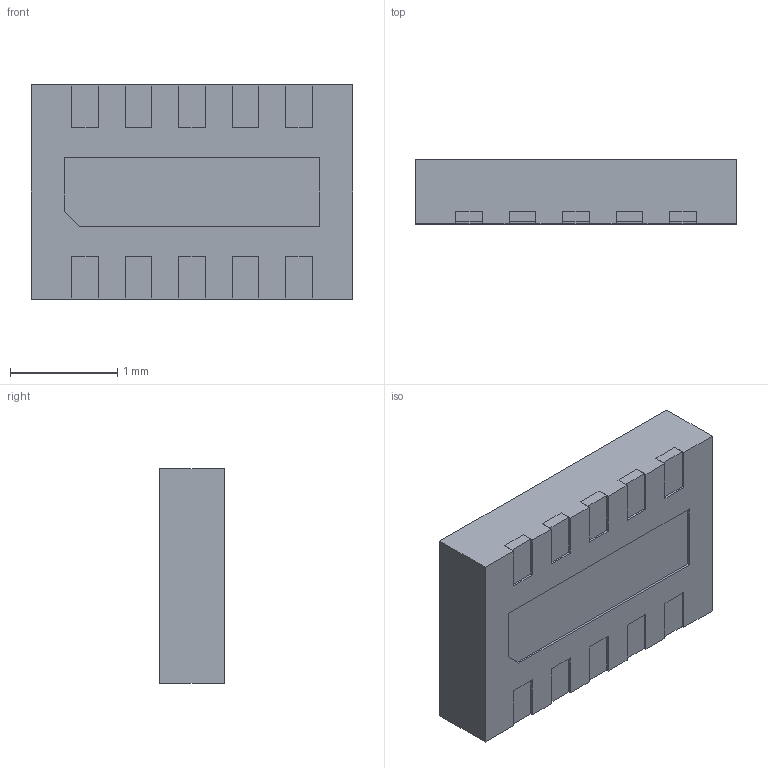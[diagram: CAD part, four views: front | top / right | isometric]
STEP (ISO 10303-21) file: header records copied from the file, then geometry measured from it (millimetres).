
FILE_DESCRIPTION(/* description */ (''),/* implementation_level */ '2;1');
FILE_NAME(/* name */ 'BU33UV7NUX.step',/* time_stamp */ '2022-03-18T23:05:43-06:00',/* author */ (''),/* organization */ (''),/* preprocessor_version */ 'ST-DEVELOPER v18.1',/* originating_system */ 'Autodesk Translation Framework v10.13.0.1454',/* authorisation */ '');
FILE_SCHEMA (('AUTOMOTIVE_DESIGN { 1 0 10303 214 3 1 1 }'));
Length unit declared in the file: millimetre
Products named in the file (1): BU33UV7NUX
Bounding box: 3 x 0.6 x 2 mm (x, y, z)
Volume: 3.5 mm3; surface area: 26.7 mm2
Topology: 12 solids, 12 shells, 121 faces, 285 edges, 190 vertices
Faces by surface type: plane 120, cylinder 1
Full cylindrical faces by diameter (mm): 0.5 x1
Entity records: 3437 total; most frequent: CARTESIAN_POINT 597, ORIENTED_EDGE 570, DIRECTION 531, EDGE_CURVE 285, LINE 283, VECTOR 283, VERTEX_POINT 190, AXIS2_PLACEMENT_3D 124
